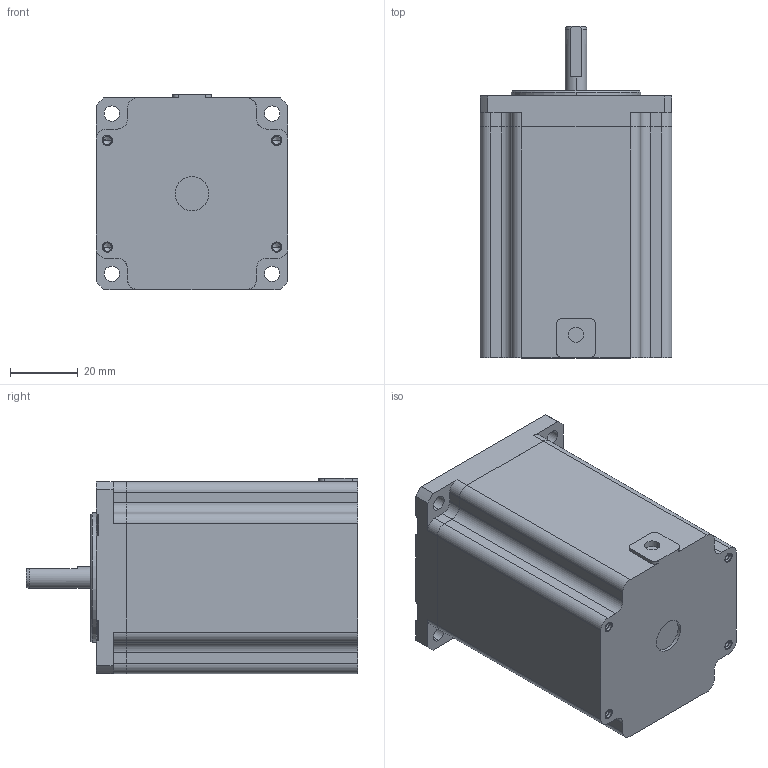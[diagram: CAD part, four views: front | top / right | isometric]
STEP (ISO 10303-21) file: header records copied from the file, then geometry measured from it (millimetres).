
FILE_DESCRIPTION(('FreeCAD Model'),'2;1');
FILE_NAME('MST233x87LxxxxUL.step', '2020-07-13T12:05:24',('Author'),(''), 'Open CASCADE STEP processor 7.3','FreeCAD','Unknown');
FILE_SCHEMA(('AUTOMOTIVE_DESIGN { 1 0 10303 214 1 1 1 1 }'));
Length unit declared in the file: millimetre
Products named in the file (3): MST233x87LxxxxUL; SOLID; COMPOUND
Assembly tree (2 placements, depth 2):
  MST233x87LxxxxUL
    SOLID
    COMPOUND
Bounding box: 56.4 x 97.6 x 57.4 mm (x, y, z)
Volume: 219641.2 mm3; surface area: 27311.5 mm2
Topology: 1 solids, 7 shells, 362 faces, 1264 edges, 2481 vertices
Faces by surface type: plane 129, cylinder 98, torus 56, bspline 48, cone 31
Entity records: 43225 total; most frequent: CARTESIAN_POINT 21222, DIRECTION 3515, LINE 1931, VECTOR 1931, ORIENTED_EDGE 1816, PCURVE 1816, DEFINITIONAL_REPRESENTATION 1816, EDGE_CURVE 944
